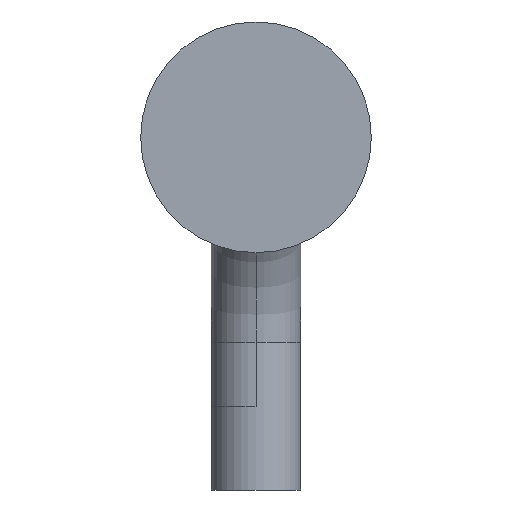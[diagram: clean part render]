
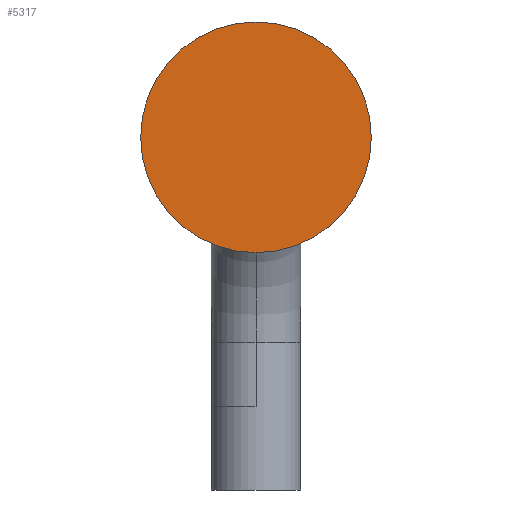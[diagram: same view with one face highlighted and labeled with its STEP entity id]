
A CAD part, front view. The second image highlights one B-rep face of the part: STEP entity #5317.
In plain terms, the highlighted planar face has unit normal (0, -1, 0).
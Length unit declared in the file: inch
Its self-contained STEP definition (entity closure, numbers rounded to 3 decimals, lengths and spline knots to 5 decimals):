
#2=CARTESIAN_POINT('',(0.,0.,0.));
#3=DIRECTION('',(0.,-1.,0.));
#4=DIRECTION('',(1.,0.,0.));
#5=AXIS2_PLACEMENT_3D('',#2,#3,#4);
#15=CARTESIAN_POINT('',(0.,0.,0.));
#16=DIRECTION('',(0.,1.,0.));
#17=DIRECTION('',(1.,0.,0.));
#18=AXIS2_PLACEMENT_3D('',#15,#16,#17);
#5246=CARTESIAN_POINT('',(1.125,0.,0.));
#5248=VERTEX_POINT('',#5246);
#5250=CARTESIAN_POINT('',(-1.125,0.,0.));
#5252=VERTEX_POINT('',#5250);
#5306=CARTESIAN_POINT('',(0.,0.,0.));
#5307=DIRECTION('',(0.,-1.,0.));
#5308=DIRECTION('',(-1.,0.,0.));
#5309=AXIS2_PLACEMENT_3D('',#5306,#5307,#5308);
#5310=PLANE('',#5309);
#5312=ORIENTED_EDGE('',*,*,#5311,.F.);
#5314=ORIENTED_EDGE('',*,*,#5313,.T.);
#5315=EDGE_LOOP('',(#5312,#5314));
#5316=FACE_OUTER_BOUND('',#5315,.F.);
#5317=ADVANCED_FACE('',(#5316),#5310,.T.);
#6=CIRCLE('',#5,1.125);
#19=CIRCLE('',#18,1.125);
#5311=EDGE_CURVE('',#5248,#5252,#6,.T.);
#5313=EDGE_CURVE('',#5248,#5252,#19,.T.);
